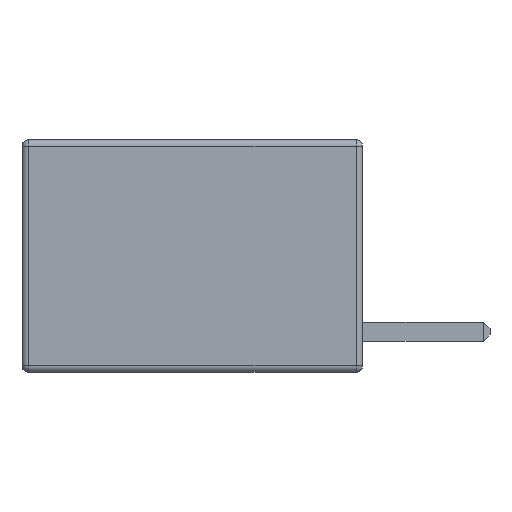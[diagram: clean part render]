
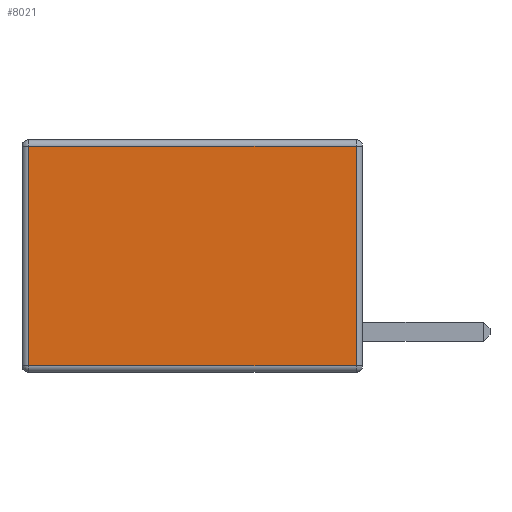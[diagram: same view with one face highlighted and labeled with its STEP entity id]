
A CAD part, left-side view. The second image highlights one B-rep face of the part: STEP entity #8021.
In plain terms, the highlighted planar face has unit normal (-1, 0, 0).
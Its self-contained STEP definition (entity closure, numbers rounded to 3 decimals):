
#565 = CARTESIAN_POINT ( 'NONE',  ( -9.85, 10.5, -3.65 ) ) ;
#1141 = ORIENTED_EDGE ( 'NONE', *, *, #6903, .T. ) ;
#1244 = VERTEX_POINT ( 'NONE', #2229 ) ;
#1398 = DIRECTION ( 'NONE',  ( 0., 0., -1. ) ) ;
#1608 = CARTESIAN_POINT ( 'NONE',  ( -9.85, 0.2, -3.65 ) ) ;
#1610 = CARTESIAN_POINT ( 'NONE',  ( -9.85, 10.7, -3.45 ) ) ;
#1625 = CARTESIAN_POINT ( 'NONE',  ( -9.85, 10.5, -3.45 ) ) ;
#2229 = CARTESIAN_POINT ( 'NONE',  ( -9.85, 10.5, 3.45 ) ) ;
#2310 = LINE ( 'NONE', #1610, #9262 ) ;
#2449 = LINE ( 'NONE', #3961, #6520 ) ;
#2992 = DIRECTION ( 'NONE',  ( 0., -1., 0. ) ) ;
#3040 = DIRECTION ( 'NONE',  ( 0., 0., 1. ) ) ;
#3171 = VERTEX_POINT ( 'NONE', #1625 ) ;
#3557 = DIRECTION ( 'NONE',  ( 0., 0., -1. ) ) ;
#3771 = LINE ( 'NONE', #1608, #9111 ) ;
#3961 = CARTESIAN_POINT ( 'NONE',  ( -9.85, 10.7, 3.45 ) ) ;
#4498 = VECTOR ( 'NONE', #3557, 1000. ) ;
#4576 = DIRECTION ( 'NONE',  ( 0., 1., 0. ) ) ;
#4827 = EDGE_CURVE ( 'NONE', #6451, #4853, #3771, .T. ) ;
#4853 = VERTEX_POINT ( 'NONE', #8302 ) ;
#5312 = AXIS2_PLACEMENT_3D ( 'NONE', #8083, #5858, #1398 ) ;
#5525 = EDGE_CURVE ( 'NONE', #3171, #6451, #2310, .T. ) ;
#5764 = PLANE ( 'NONE',  #5312 ) ;
#5858 = DIRECTION ( 'NONE',  ( 1., 0., 0. ) ) ;
#6451 = VERTEX_POINT ( 'NONE', #7185 ) ;
#6520 = VECTOR ( 'NONE', #4576, 1000. ) ;
#6903 = EDGE_CURVE ( 'NONE', #1244, #3171, #7160, .T. ) ;
#7160 = LINE ( 'NONE', #565, #4498 ) ;
#7185 = CARTESIAN_POINT ( 'NONE',  ( -9.85, 0.2, -3.45 ) ) ;
#7496 = EDGE_LOOP ( 'NONE', ( #7795, #1141, #9576, #7652 ) ) ;
#7652 = ORIENTED_EDGE ( 'NONE', *, *, #4827, .T. ) ;
#7795 = ORIENTED_EDGE ( 'NONE', *, *, #7964, .T. ) ;
#7964 = EDGE_CURVE ( 'NONE', #4853, #1244, #2449, .T. ) ;
#8021 = ADVANCED_FACE ( 'NONE', ( #9449 ), #5764, .F. ) ;
#8083 = CARTESIAN_POINT ( 'NONE',  ( -9.85, 10.7, -3.65 ) ) ;
#8302 = CARTESIAN_POINT ( 'NONE',  ( -9.85, 0.2, 3.45 ) ) ;
#9111 = VECTOR ( 'NONE', #3040, 1000. ) ;
#9262 = VECTOR ( 'NONE', #2992, 1000. ) ;
#9449 = FACE_OUTER_BOUND ( 'NONE', #7496, .T. ) ;
#9576 = ORIENTED_EDGE ( 'NONE', *, *, #5525, .T. ) ;
